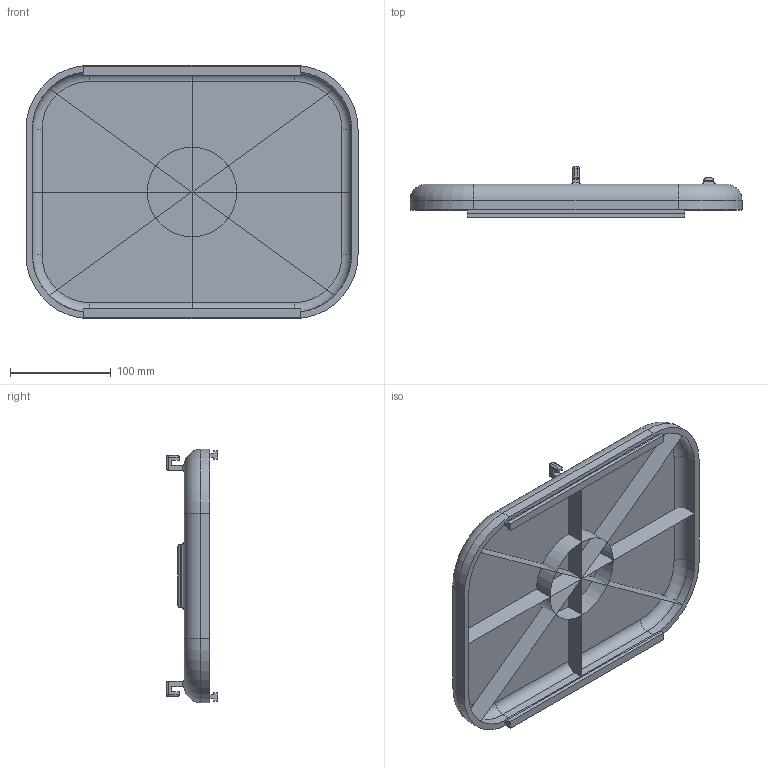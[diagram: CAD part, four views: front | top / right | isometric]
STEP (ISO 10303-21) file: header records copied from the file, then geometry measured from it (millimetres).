
FILE_DESCRIPTION((''),'2;1');
FILE_NAME('LID','2019-06-18T12:21:59',('Tanishq'),(''),'CREO PARAMETRIC BY PTC INC, 2018050','CREO PARAMETRIC BY PTC INC, 2018050','');
FILE_SCHEMA(('CONFIG_CONTROL_DESIGN'));
Length unit declared in the file: inch
Products named in the file (1): LID
Bounding box: 330.2 x 50.8 x 251.97 mm (x, y, z)
Volume: 619880 mm3; surface area: 237371.8 mm2
Topology: 1 solids, 6 shells, 137 faces, 342 edges, 214 vertices
Faces by surface type: plane 74, cylinder 47, torus 12, sphere 4
Entity records: 4144 total; most frequent: CARTESIAN_POINT 848, DIRECTION 670, ORIENTED_EDGE 658, EDGE_CURVE 342, VECTOR 246, LINE 246, VERTEX_POINT 214, AXIS2_PLACEMENT_3D 212
